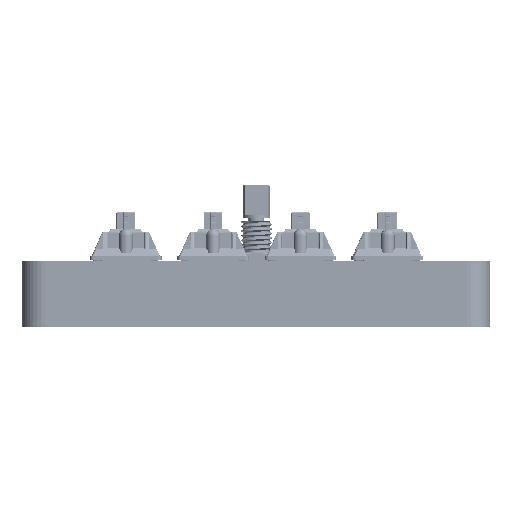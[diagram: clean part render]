
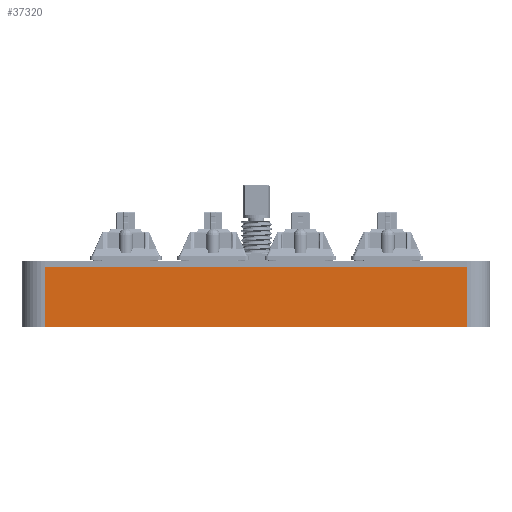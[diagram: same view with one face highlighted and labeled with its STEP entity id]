
A CAD part, front view. The second image highlights one B-rep face of the part: STEP entity #37320.
In plain terms, the highlighted planar face has unit normal (0, -1, 0).
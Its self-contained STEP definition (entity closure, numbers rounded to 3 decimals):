
#1862=PLANE('',#39775);
#2744=FACE_OUTER_BOUND('',#5056,.T.);
#5056=EDGE_LOOP('',(#25105,#25106,#25107,#25108));
#7559=LINE('',#55264,#10892);
#7560=LINE('',#55276,#10893);
#7561=LINE('',#55280,#10894);
#7562=LINE('',#55281,#10895);
#10892=VECTOR('',#43835,10.);
#10893=VECTOR('',#43848,10.);
#10894=VECTOR('',#43853,10.);
#10895=VECTOR('',#43854,10.);
#15954=VERTEX_POINT('',#55261);
#15955=VERTEX_POINT('',#55263);
#15960=VERTEX_POINT('',#55275);
#15961=VERTEX_POINT('',#55279);
#19406=EDGE_CURVE('',#15954,#15955,#7559,.T.);
#19412=EDGE_CURVE('',#15955,#15960,#7560,.T.);
#19414=EDGE_CURVE('',#15961,#15954,#7561,.T.);
#19415=EDGE_CURVE('',#15960,#15961,#7562,.T.);
#25105=ORIENTED_EDGE('',*,*,#19412,.F.);
#25106=ORIENTED_EDGE('',*,*,#19406,.F.);
#25107=ORIENTED_EDGE('',*,*,#19414,.F.);
#25108=ORIENTED_EDGE('',*,*,#19415,.F.);
#37320=ADVANCED_FACE('',(#2744),#1862,.T.);
#39775=AXIS2_PLACEMENT_3D('',#55278,#43851,#43852);
#43835=DIRECTION('',(1.,0.,0.));
#43848=DIRECTION('',(0.,0.,-1.));
#43851=DIRECTION('center_axis',(0.,-1.,0.));
#43852=DIRECTION('ref_axis',(1.,0.,0.));
#43853=DIRECTION('',(0.,0.,1.));
#43854=DIRECTION('',(-1.,0.,0.));
#55261=CARTESIAN_POINT('',(-32.266,-59.678,13.));
#55263=CARTESIAN_POINT('',(59.734,-59.678,13.));
#55264=CARTESIAN_POINT('',(64.734,-59.678,13.));
#55275=CARTESIAN_POINT('',(59.734,-59.678,0.));
#55276=CARTESIAN_POINT('',(59.734,-59.678,0.));
#55278=CARTESIAN_POINT('Origin',(-37.266,-59.678,0.));
#55279=CARTESIAN_POINT('',(-32.266,-59.678,0.));
#55280=CARTESIAN_POINT('',(-32.266,-59.678,0.));
#55281=CARTESIAN_POINT('',(64.734,-59.678,0.));
